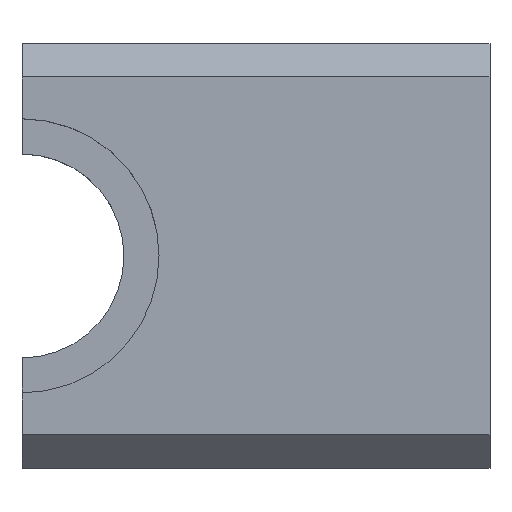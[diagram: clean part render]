
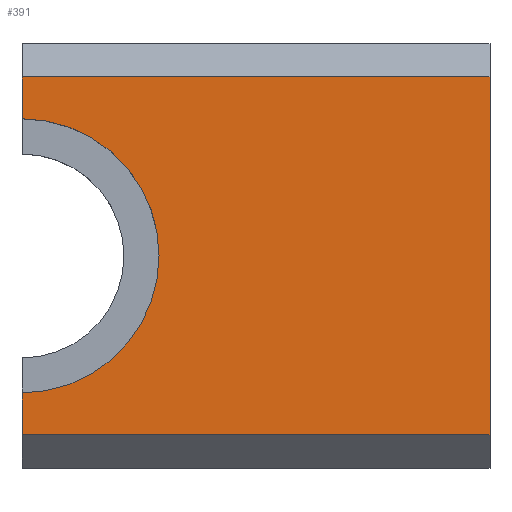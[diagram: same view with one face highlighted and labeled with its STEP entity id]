
A CAD part, top view. The second image highlights one B-rep face of the part: STEP entity #391.
In plain terms, the highlighted planar face has unit normal (0, 0, 1).
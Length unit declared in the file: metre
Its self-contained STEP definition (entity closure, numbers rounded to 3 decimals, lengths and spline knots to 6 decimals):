
#18=CIRCLE('',#427,0.0082);
#38=ORIENTED_EDGE('',*,*,#148,.F.);
#39=ORIENTED_EDGE('',*,*,#149,.T.);
#40=ORIENTED_EDGE('',*,*,#150,.T.);
#41=ORIENTED_EDGE('',*,*,#151,.F.);
#42=ORIENTED_EDGE('',*,*,#146,.F.);
#43=ORIENTED_EDGE('',*,*,#152,.T.);
#146=EDGE_CURVE('',#201,#193,#239,.T.);
#148=EDGE_CURVE('',#203,#204,#240,.T.);
#149=EDGE_CURVE('',#203,#205,#241,.T.);
#150=EDGE_CURVE('',#205,#206,#242,.T.);
#151=EDGE_CURVE('',#193,#206,#243,.T.);
#152=EDGE_CURVE('',#201,#204,#18,.T.);
#193=VERTEX_POINT('',#568);
#201=VERTEX_POINT('',#584);
#203=VERTEX_POINT('',#590);
#204=VERTEX_POINT('',#591);
#205=VERTEX_POINT('',#593);
#206=VERTEX_POINT('',#595);
#239=LINE('',#585,#284);
#240=LINE('',#589,#285);
#241=LINE('',#592,#286);
#242=LINE('',#594,#287);
#243=LINE('',#596,#288);
#284=VECTOR('',#468,1.);
#285=VECTOR('',#473,1.);
#286=VECTOR('',#474,1.);
#287=VECTOR('',#475,1.);
#288=VECTOR('',#476,1.);
#322=EDGE_LOOP('',(#38,#39,#40,#41,#42,#43));
#349=FACE_BOUND('',#322,.T.);
#375=PLANE('',#426);
#391=ADVANCED_FACE('',(#349),#375,.T.);
#426=AXIS2_PLACEMENT_3D('',#588,#471,#472);
#427=AXIS2_PLACEMENT_3D('',#597,#477,#478);
#468=DIRECTION('',(0.,1.,0.));
#471=DIRECTION('',(0.,0.,1.));
#472=DIRECTION('',(0.,1.,0.));
#473=DIRECTION('',(0.,1.,0.));
#474=DIRECTION('',(1.,0.,0.));
#475=DIRECTION('',(0.,1.,0.));
#476=DIRECTION('',(1.,0.,0.));
#477=DIRECTION('',(0.,0.,-1.));
#478=DIRECTION('',(0.,1.,0.));
#568=CARTESIAN_POINT('',(0.,0.0107,-0.0294));
#584=CARTESIAN_POINT('',(0.,0.0082,-0.0294));
#585=CARTESIAN_POINT('',(0.,-0.0127,-0.0294));
#588=CARTESIAN_POINT('',(0.,-0.0127,-0.0294));
#589=CARTESIAN_POINT('',(0.,-0.0127,-0.0294));
#590=CARTESIAN_POINT('',(0.,-0.0107,-0.0294));
#591=CARTESIAN_POINT('',(0.,-0.0082,-0.0294));
#592=CARTESIAN_POINT('',(0.,-0.0107,-0.0294));
#593=CARTESIAN_POINT('',(0.028,-0.0107,-0.0294));
#594=CARTESIAN_POINT('',(0.028,-0.0127,-0.0294));
#595=CARTESIAN_POINT('',(0.028,0.0107,-0.0294));
#596=CARTESIAN_POINT('',(0.,0.0107,-0.0294));
#597=CARTESIAN_POINT('',(0.,0.,-0.0294));
